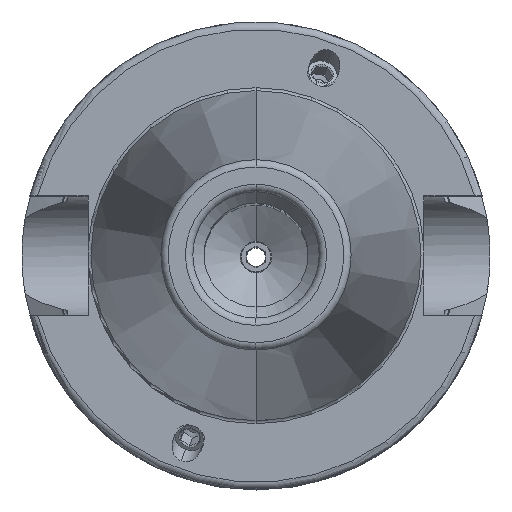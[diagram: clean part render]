
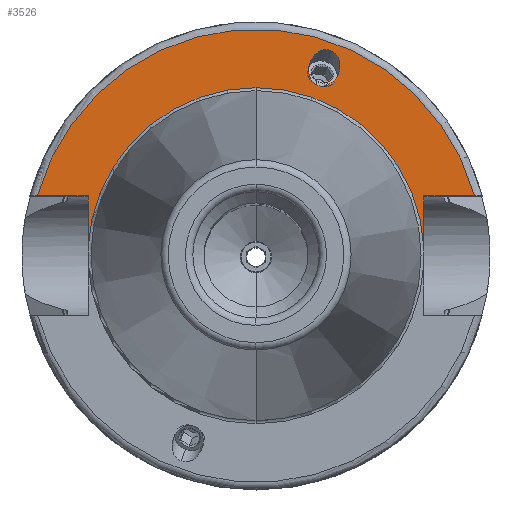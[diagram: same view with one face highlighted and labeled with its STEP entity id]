
A CAD part, top view. The second image highlights one B-rep face of the part: STEP entity #3526.
In plain terms, the highlighted planar face has unit normal (0, 0, 1).
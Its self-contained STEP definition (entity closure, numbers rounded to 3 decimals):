
#671=DIRECTION('',(0,1,0));
#672=VECTOR('',#671,6.987);
#673=CARTESIAN_POINT('',(-22.6,1.063,25));
#674=LINE('',#673,#672);
#675=DIRECTION('',(1,0,0));
#676=VECTOR('',#675,6.818);
#677=CARTESIAN_POINT('',(-29.418,8.05,25));
#678=LINE('',#677,#676);
#679=DIRECTION('',(-1,0,0));
#680=VECTOR('',#679,6.818);
#681=CARTESIAN_POINT('',(29.418,8.05,25));
#682=LINE('',#681,#680);
#683=DIRECTION('',(0,-1,0));
#684=VECTOR('',#683,6.987);
#685=CARTESIAN_POINT('',(22.6,8.05,25));
#686=LINE('',#685,#684);
#687=CARTESIAN_POINT('',(10.056,27.629,25));
#688=CARTESIAN_POINT('',(10.283,27.547,25));
#689=CARTESIAN_POINT('',(10.737,27.268,25));
#690=CARTESIAN_POINT('',(11.226,26.479,25));
#691=CARTESIAN_POINT('',(11.341,25.65,25));
#692=CARTESIAN_POINT('',(11.261,25.009,25));
#693=CARTESIAN_POINT('',(11.137,24.573,25));
#694=CARTESIAN_POINT('',(10.952,24.159,25));
#695=CARTESIAN_POINT('',(10.601,23.617,25));
#696=CARTESIAN_POINT('',(9.98,23.055,25));
#697=CARTESIAN_POINT('',(9.098,22.765,25));
#698=CARTESIAN_POINT('',(8.571,22.843,25));
#699=CARTESIAN_POINT('',(8.344,22.926,25));
#701=CARTESIAN_POINT('',(8.344,22.926,25));
#702=CARTESIAN_POINT('',(8.117,23.009,25));
#703=CARTESIAN_POINT('',(7.663,23.288,25));
#704=CARTESIAN_POINT('',(7.174,24.076,25));
#705=CARTESIAN_POINT('',(7.06,24.906,25));
#706=CARTESIAN_POINT('',(7.14,25.547,25));
#707=CARTESIAN_POINT('',(7.264,25.983,25));
#708=CARTESIAN_POINT('',(7.449,26.396,25));
#709=CARTESIAN_POINT('',(7.8,26.939,25));
#710=CARTESIAN_POINT('',(8.421,27.5,25));
#711=CARTESIAN_POINT('',(9.302,27.79,25));
#712=CARTESIAN_POINT('',(9.829,27.712,25));
#713=CARTESIAN_POINT('',(10.056,27.629,25));
#749=CARTESIAN_POINT('',(0,0,25));
#750=DIRECTION('',(0,0,1));
#751=DIRECTION('',(0,1,0));
#752=AXIS2_PLACEMENT_3D('',#749,#750,#751);
#780=CARTESIAN_POINT('',(0,0,25));
#781=DIRECTION('',(0,0,-1));
#782=DIRECTION('',(0,1,0));
#783=AXIS2_PLACEMENT_3D('',#780,#781,#782);
#1840=CARTESIAN_POINT('',(0,0,25));
#1841=DIRECTION('',(0,0,1));
#1842=DIRECTION('',(0.965,0.264,0));
#1843=AXIS2_PLACEMENT_3D('',#1840,#1841,#1842);
#2464=CARTESIAN_POINT('',(-22.6,1.063,25));
#2465=CARTESIAN_POINT('',(-22.6,8.05,25));
#2466=VERTEX_POINT('',#2464);
#2467=VERTEX_POINT('',#2465);
#2468=CARTESIAN_POINT('',(-29.418,8.05,25));
#2469=VERTEX_POINT('',#2468);
#2470=CARTESIAN_POINT('',(22.6,8.05,25));
#2471=CARTESIAN_POINT('',(22.6,1.063,25));
#2472=VERTEX_POINT('',#2470);
#2473=VERTEX_POINT('',#2471);
#2480=CARTESIAN_POINT('',(29.418,8.05,25));
#2481=VERTEX_POINT('',#2480);
#2528=CARTESIAN_POINT('',(0,22.625,25));
#2530=VERTEX_POINT('',#2528);
#2546=VERTEX_POINT('',#687);
#2547=VERTEX_POINT('',#699);
#3502=CARTESIAN_POINT('',(0,0,25));
#3503=DIRECTION('',(0,0,-1));
#3504=DIRECTION('',(0,-1,0));
#3505=AXIS2_PLACEMENT_3D('',#3502,#3503,#3504);
#3506=PLANE('',#3505);
#3507=ORIENTED_EDGE('',*,*,#3296,.T.);
#3508=ORIENTED_EDGE('',*,*,#3323,.F.);
#3510=ORIENTED_EDGE('',*,*,#3509,.F.);
#3511=ORIENTED_EDGE('',*,*,#3369,.T.);
#3513=ORIENTED_EDGE('',*,*,#3512,.T.);
#3515=ORIENTED_EDGE('',*,*,#3514,.F.);
#3517=ORIENTED_EDGE('',*,*,#3516,.T.);
#3518=EDGE_LOOP('',(#3507,#3508,#3510,#3511,#3513,#3515,#3517));
#3519=FACE_OUTER_BOUND('',#3518,.F.);
#3521=ORIENTED_EDGE('',*,*,#3520,.F.);
#3523=ORIENTED_EDGE('',*,*,#3522,.F.);
#3524=EDGE_LOOP('',(#3521,#3523));
#3525=FACE_BOUND('',#3524,.F.);
#3526=ADVANCED_FACE('',(#3519,#3525),#3506,.F.);
#700=B_SPLINE_CURVE_WITH_KNOTS('',3,(#687,#688,#689,#690,#691,#692,#693,#694,
#695,#696,#697,#698,#699),.UNSPECIFIED.,.F.,.F.,(4,1,1,1,1,1,1,1,1,1,4),(0,
0.125,0.25,0.375,0.438,0.5,0.563,0.625,0.75,0.875,1),
.UNSPECIFIED.);
#714=B_SPLINE_CURVE_WITH_KNOTS('',3,(#701,#702,#703,#704,#705,#706,#707,#708,
#709,#710,#711,#712,#713),.UNSPECIFIED.,.F.,.F.,(4,1,1,1,1,1,1,1,1,1,4),(0,
0.125,0.25,0.375,0.438,0.5,0.563,0.625,0.75,0.875,1),
.UNSPECIFIED.);
#753=CIRCLE('',#752,22.625);
#784=CIRCLE('',#783,22.625);
#1844=CIRCLE('',#1843,30.5);
#3296=EDGE_CURVE('',#2466,#2467,#674,.T.);
#3323=EDGE_CURVE('',#2469,#2467,#678,.T.);
#3369=EDGE_CURVE('',#2481,#2472,#682,.T.);
#3509=EDGE_CURVE('',#2481,#2469,#1844,.T.);
#3512=EDGE_CURVE('',#2472,#2473,#686,.T.);
#3514=EDGE_CURVE('',#2530,#2473,#784,.T.);
#3516=EDGE_CURVE('',#2530,#2466,#753,.T.);
#3520=EDGE_CURVE('',#2546,#2547,#700,.T.);
#3522=EDGE_CURVE('',#2547,#2546,#714,.T.);
